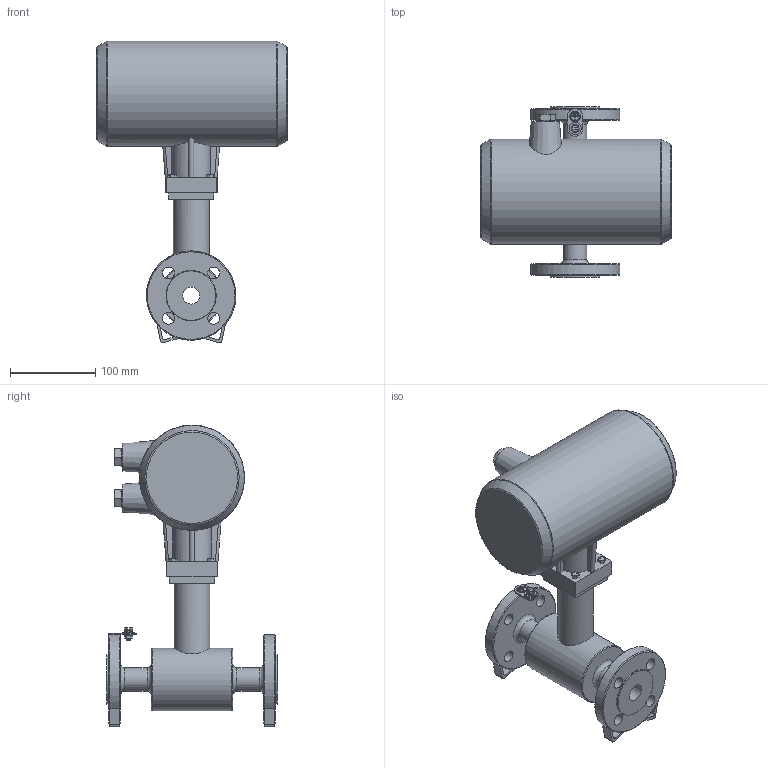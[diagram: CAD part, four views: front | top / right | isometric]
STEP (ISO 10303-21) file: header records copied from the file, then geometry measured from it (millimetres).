
FILE_DESCRIPTION(/* description */ (''),/* implementation_level */ '2;1');
FILE_NAME(/* name */ '',/* time_stamp */ '2023-10-05T17:15:01+03:00',/* author */ (''),/* organization */ (''),/* preprocessor_version */ 'ST-DEVELOPER v20',/* originating_system */ 'Autodesk Translation Framework v12.14.0.127',/* authorisation */ '');
FILE_SCHEMA (('AUTOMOTIVE_DESIGN { 1 0 10303 214 3 1 1 }'));
Products named in the file (3): (Unsaved); El. block v11; A_Compact_version
Assembly tree (2 placements, depth 3):
  (Unsaved)
    El. block v11
      A_Compact_version
Bounding box: 224 x 200 x 354.25 mm (x, y, z)
Volume: 3527292.8 mm3; surface area: 256690.2 mm2
Topology: 1 solids, 6 shells, 635 faces, 1597 edges, 1024 vertices
Faces by surface type: plane 222, bspline 157, cylinder 151, cone 91, torus 14
Full cylindrical faces by diameter (mm): 3.332 x2, 3.961 x9, 4.234 x4, 5 x11, 5.5 x1, 6.5 x4, 8 x2, 10.394 x1, 12.394 x1, 14 x9, 17 x2, 18.137 x10, 18.631 x12, 20 x1, 27.5 x2, 29 x1, 42 x2, 58 x2, 72 x1, 73.5 x1, 110 x2, 113 x2, 123.5 x1
Entity records: 55046 total; most frequent: CARTESIAN_POINT 40804, ORIENTED_EDGE 3196, DIRECTION 2331, EDGE_CURVE 1598, VERTEX_POINT 1024, AXIS2_PLACEMENT_3D 863, EDGE_LOOP 736, FACE_OUTER_BOUND 635
